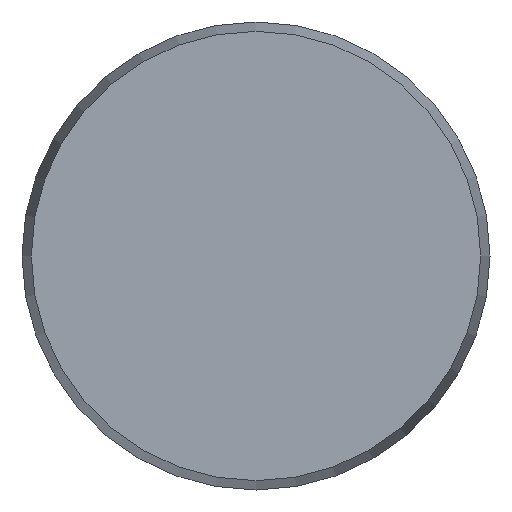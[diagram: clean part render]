
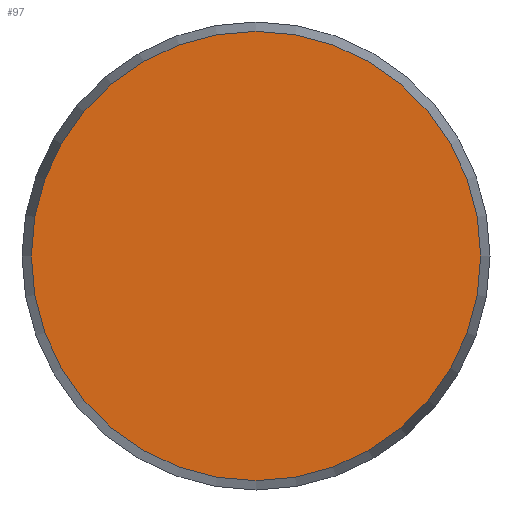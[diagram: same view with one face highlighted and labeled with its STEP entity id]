
A CAD part, front view. The second image highlights one B-rep face of the part: STEP entity #97.
In plain terms, the highlighted planar face has unit normal (0, -1, 0).
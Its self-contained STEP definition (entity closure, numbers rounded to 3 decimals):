
#97 = ADVANCED_FACE( '', ( #225 ), #226, .F. );
#225 = FACE_OUTER_BOUND( '', #388, .T. );
#226 = PLANE( '', #389 );
#388 = EDGE_LOOP( '', ( #603 ) );
#389 = AXIS2_PLACEMENT_3D( '', #604, #605, #606 );
#603 = ORIENTED_EDGE( '', *, *, #928, .T. );
#604 = CARTESIAN_POINT( '', ( 24., 0., 0. ) );
#605 = DIRECTION( '', ( 0., 1., 0. ) );
#606 = DIRECTION( '', ( 0., 0., 1. ) );
#928 = EDGE_CURVE( '', #1104, #1104, #1105, .T. );
#1104 = VERTEX_POINT( '', #1397 );
#1105 = CIRCLE( '', #1398, 24. );
#1397 = CARTESIAN_POINT( '', ( 0., 0., -24. ) );
#1398 = AXIS2_PLACEMENT_3D( '', #1637, #1638, #1639 );
#1637 = CARTESIAN_POINT( '', ( 0., 0., 0. ) );
#1638 = DIRECTION( '', ( 0., -1., 0. ) );
#1639 = DIRECTION( '', ( 0., 0., -1. ) );
